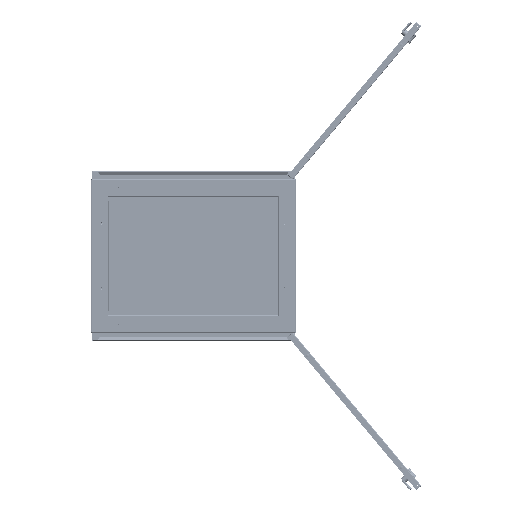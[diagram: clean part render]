
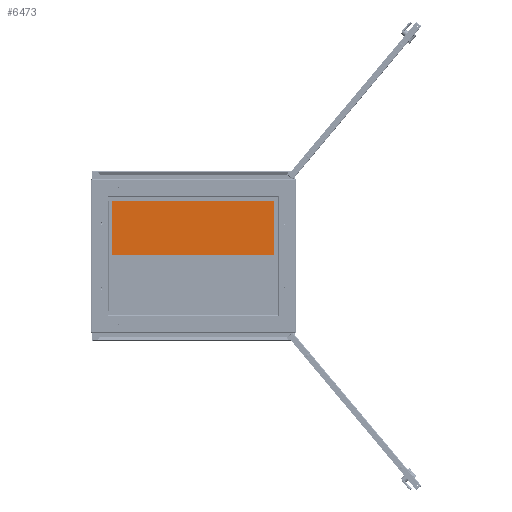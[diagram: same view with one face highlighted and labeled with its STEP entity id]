
A CAD part, front view. The second image highlights one B-rep face of the part: STEP entity #6473.
In plain terms, the highlighted face is planar.
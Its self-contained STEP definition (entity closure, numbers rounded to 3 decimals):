
#1971 = FACE_OUTER_BOUND ( 'NONE', #119440, .T. ) ;
#6473 = ADVANCED_FACE ( 'NONE', ( #1971 ), #23431, .T. ) ;
#14829 = LINE ( 'NONE', #26396, #14843 ) ;
#14833 = LINE ( 'NONE', #26401, #14839 ) ;
#14837 = LINE ( 'NONE', #26399, #14847 ) ;
#14839 = VECTOR ( 'NONE', #26403, 1000. ) ;
#14840 = LINE ( 'NONE', #26402, #14850 ) ;
#14843 = VECTOR ( 'NONE', #26404, 1000. ) ;
#14845 = LINE ( 'NONE', #26405, #14863 ) ;
#14847 = VECTOR ( 'NONE', #26406, 1000. ) ;
#14848 = LINE ( 'NONE', #26409, #14855 ) ;
#14850 = VECTOR ( 'NONE', #26408, 1000. ) ;
#14852 = LINE ( 'NONE', #26411, #14859 ) ;
#14855 = VECTOR ( 'NONE', #26410, 1000. ) ;
#14857 = LINE ( 'NONE', #26407, #14866 ) ;
#14859 = VECTOR ( 'NONE', #26413, 1000. ) ;
#14861 = LINE ( 'NONE', #26412, #14870 ) ;
#14863 = VECTOR ( 'NONE', #26414, 1000. ) ;
#14866 = VECTOR ( 'NONE', #26416, 1000. ) ;
#14868 = LINE ( 'NONE', #26419, #14873 ) ;
#14870 = VECTOR ( 'NONE', #26418, 1000. ) ;
#14872 = LINE ( 'NONE', #26421, #14878 ) ;
#14873 = VECTOR ( 'NONE', #26420, 1000. ) ;
#14875 = LINE ( 'NONE', #26423, #14882 ) ;
#14878 = VECTOR ( 'NONE', #26422, 1000. ) ;
#14882 = VECTOR ( 'NONE', #26425, 1000. ) ;
#23408 = CARTESIAN_POINT ( 'NONE',  ( 0., 0., 0. ) ) ;
#23431 = PLANE ( 'NONE',  #92352 ) ;
#23437 = DIRECTION ( 'NONE',  ( 0., 0., 1. ) ) ;
#23440 = DIRECTION ( 'NONE',  ( 1., 0., 0. ) ) ;
#26396 = CARTESIAN_POINT ( 'NONE',  ( 236., -87.5, 0. ) ) ;
#26399 = CARTESIAN_POINT ( 'NONE',  ( 250., -87.5, 0. ) ) ;
#26401 = CARTESIAN_POINT ( 'NONE',  ( 236., -86.75, 0. ) ) ;
#26402 = CARTESIAN_POINT ( 'NONE',  ( 250., -87.5, 0. ) ) ;
#26403 = DIRECTION ( 'NONE',  ( -1., 0., 0. ) ) ;
#26404 = DIRECTION ( 'NONE',  ( 0., 1., 0. ) ) ;
#26405 = CARTESIAN_POINT ( 'NONE',  ( -200., 86.75, 0. ) ) ;
#26406 = DIRECTION ( 'NONE',  ( 1., 0., 0. ) ) ;
#26407 = CARTESIAN_POINT ( 'NONE',  ( -200., 87.5, 0. ) ) ;
#26408 = DIRECTION ( 'NONE',  ( 0., 1., 0. ) ) ;
#26409 = CARTESIAN_POINT ( 'NONE',  ( 250., 87.5, 0. ) ) ;
#26410 = DIRECTION ( 'NONE',  ( -1., 0., 0. ) ) ;
#26411 = CARTESIAN_POINT ( 'NONE',  ( 200., 86.75, 0. ) ) ;
#26412 = CARTESIAN_POINT ( 'NONE',  ( 250., 87.5, 0. ) ) ;
#26413 = DIRECTION ( 'NONE',  ( 0., 1., 0. ) ) ;
#26414 = DIRECTION ( 'NONE',  ( 1., 0., 0. ) ) ;
#26416 = DIRECTION ( 'NONE',  ( 0., -1., 0. ) ) ;
#26418 = DIRECTION ( 'NONE',  ( -1., 0., 0. ) ) ;
#26419 = CARTESIAN_POINT ( 'NONE',  ( -250., -87.5, 0. ) ) ;
#26420 = DIRECTION ( 'NONE',  ( 0., -1., 0. ) ) ;
#26421 = CARTESIAN_POINT ( 'NONE',  ( 250., -87.5, 0. ) ) ;
#26422 = DIRECTION ( 'NONE',  ( 1., 0., 0. ) ) ;
#26423 = CARTESIAN_POINT ( 'NONE',  ( -236., -86.75, 0. ) ) ;
#26425 = DIRECTION ( 'NONE',  ( 0., -1., 0. ) ) ;
#87691 = EDGE_CURVE ( 'NONE', #115150, #114871, #14833, .T. ) ;
#87693 = EDGE_CURVE ( 'NONE', #114481, #115150, #14829, .T. ) ;
#87694 = EDGE_CURVE ( 'NONE', #114481, #115113, #14837, .T. ) ;
#87696 = EDGE_CURVE ( 'NONE', #115113, #114784, #14840, .T. ) ;
#87698 = EDGE_CURVE ( 'NONE', #114784, #122500, #14848, .T. ) ;
#87699 = EDGE_CURVE ( 'NONE', #114683, #122500, #14852, .T. ) ;
#87701 = EDGE_CURVE ( 'NONE', #114487, #114683, #14845, .T. ) ;
#87703 = EDGE_CURVE ( 'NONE', #114349, #114487, #14857, .T. ) ;
#87704 = EDGE_CURVE ( 'NONE', #114349, #114215, #14861, .T. ) ;
#87706 = EDGE_CURVE ( 'NONE', #114215, #115115, #14868, .T. ) ;
#87708 = EDGE_CURVE ( 'NONE', #115115, #114455, #14872, .T. ) ;
#87709 = EDGE_CURVE ( 'NONE', #114871, #114455, #14875, .T. ) ;
#92352 = AXIS2_PLACEMENT_3D ( 'NONE', #23408, #23437, #23440 ) ;
#114215 = VERTEX_POINT ( 'NONE', #124456 ) ;
#114349 = VERTEX_POINT ( 'NONE', #124637 ) ;
#114455 = VERTEX_POINT ( 'NONE', #124834 ) ;
#114481 = VERTEX_POINT ( 'NONE', #124882 ) ;
#114487 = VERTEX_POINT ( 'NONE', #124894 ) ;
#114683 = VERTEX_POINT ( 'NONE', #125191 ) ;
#114784 = VERTEX_POINT ( 'NONE', #125301 ) ;
#114871 = VERTEX_POINT ( 'NONE', #125385 ) ;
#115113 = VERTEX_POINT ( 'NONE', #125734 ) ;
#115115 = VERTEX_POINT ( 'NONE', #125737 ) ;
#115150 = VERTEX_POINT ( 'NONE', #125787 ) ;
#119440 = EDGE_LOOP ( 'NONE', ( #136105, #136106, #136107, #136108, #136109, #136110, #136111, #136112, #136113, #136114, #136115, #136116 ) ) ;
#122500 = VERTEX_POINT ( 'NONE', #126654 ) ;
#124456 = CARTESIAN_POINT ( 'NONE',  ( -250., 87.5, 0. ) ) ;
#124637 = CARTESIAN_POINT ( 'NONE',  ( -200., 87.5, 0. ) ) ;
#124834 = CARTESIAN_POINT ( 'NONE',  ( -236., -87.5, 0. ) ) ;
#124882 = CARTESIAN_POINT ( 'NONE',  ( 236., -87.5, 0. ) ) ;
#124894 = CARTESIAN_POINT ( 'NONE',  ( -200., 86.75, 0. ) ) ;
#125191 = CARTESIAN_POINT ( 'NONE',  ( 200., 86.75, 0. ) ) ;
#125301 = CARTESIAN_POINT ( 'NONE',  ( 250., 87.5, 0. ) ) ;
#125385 = CARTESIAN_POINT ( 'NONE',  ( -236., -86.75, 0. ) ) ;
#125734 = CARTESIAN_POINT ( 'NONE',  ( 250., -87.5, 0. ) ) ;
#125737 = CARTESIAN_POINT ( 'NONE',  ( -250., -87.5, 0. ) ) ;
#125787 = CARTESIAN_POINT ( 'NONE',  ( 236., -86.75, 0. ) ) ;
#126654 = CARTESIAN_POINT ( 'NONE',  ( 200., 87.5, 0. ) ) ;
#136105 = ORIENTED_EDGE ( 'NONE', *, *, #87691, .F. ) ;
#136106 = ORIENTED_EDGE ( 'NONE', *, *, #87693, .F. ) ;
#136107 = ORIENTED_EDGE ( 'NONE', *, *, #87694, .T. ) ;
#136108 = ORIENTED_EDGE ( 'NONE', *, *, #87696, .T. ) ;
#136109 = ORIENTED_EDGE ( 'NONE', *, *, #87698, .T. ) ;
#136110 = ORIENTED_EDGE ( 'NONE', *, *, #87699, .F. ) ;
#136111 = ORIENTED_EDGE ( 'NONE', *, *, #87701, .F. ) ;
#136112 = ORIENTED_EDGE ( 'NONE', *, *, #87703, .F. ) ;
#136113 = ORIENTED_EDGE ( 'NONE', *, *, #87704, .T. ) ;
#136114 = ORIENTED_EDGE ( 'NONE', *, *, #87706, .T. ) ;
#136115 = ORIENTED_EDGE ( 'NONE', *, *, #87708, .T. ) ;
#136116 = ORIENTED_EDGE ( 'NONE', *, *, #87709, .F. ) ;
